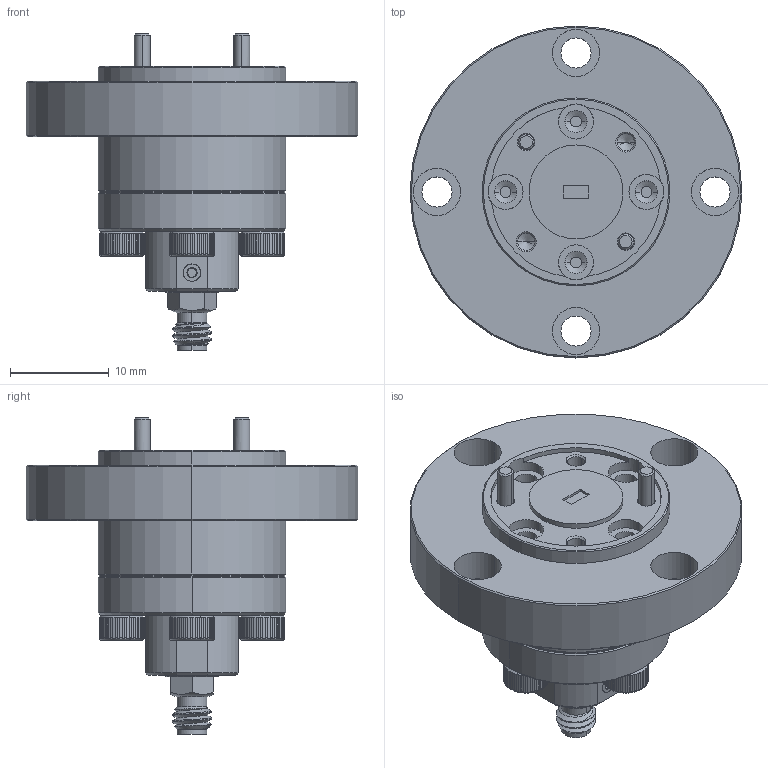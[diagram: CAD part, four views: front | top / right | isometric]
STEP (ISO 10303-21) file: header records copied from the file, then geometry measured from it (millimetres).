
FILE_DESCRIPTION (( 'STEP AP214' ), '1' );
FILE_NAME ('WC-WE-WR-A, Defeatured.STEP', '2024-07-10T20:49:54', ( '' ), ( '' ), 'SwSTEP 2.0', 'SolidWorks 2021', '' );
FILE_SCHEMA (( 'AUTOMOTIVE_DESIGN' ));
Length unit declared in the file: inch
Products named in the file (1): WC-WE-WR-A, Defeatured
Bounding box: 33.66 x 33.66 x 32.11 mm (x, y, z)
Volume: 7973.8 mm3; surface area: 4311.3 mm2
Topology: 1 solids, 1 shells, 778 faces, 2126 edges, 1386 vertices
Faces by surface type: plane 454, cylinder 232, cone 78, torus 10, bspline 4
Entity records: 36526 total; most frequent: CARTESIAN_POINT 8002, ORIENTED_EDGE 4244, DIRECTION 3390, EDGE_CURVE 2122, VERTEX_POINT 1386, AXIS2_PLACEMENT_3D 1303, EDGE_LOOP 826, VECTOR 784
